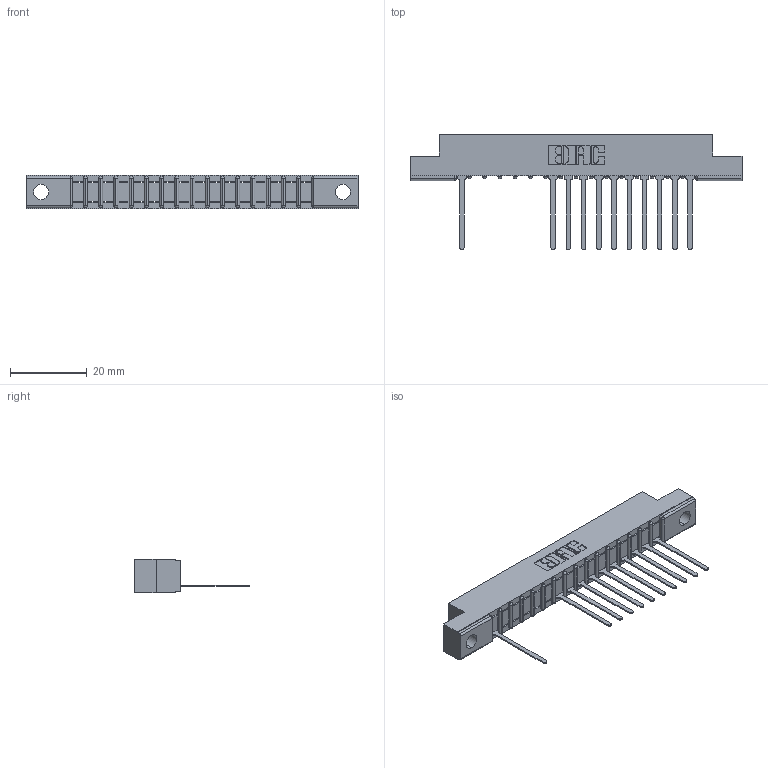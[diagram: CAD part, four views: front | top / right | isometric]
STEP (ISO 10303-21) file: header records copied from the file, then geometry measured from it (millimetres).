
FILE_DESCRIPTION (( 'STEP AP203' ), '1' );
FILE_NAME ('357-016-545-102.STEP', '2018-08-08T01:53:31', ( '' ), ( '' ), 'SwSTEP 2.0', 'SolidWorks 2016', '' );
FILE_SCHEMA (( 'CONFIG_CONTROL_DESIGN' ));
Length unit declared in the file: inch
Products named in the file (3): 307-290-001_545; 357-016-545-102; 307 Part_.128 Dia Mounting Holes
Assembly tree (12 placements, depth 2):
  357-016-545-102
    307 Part_.128 Dia Mounting Holes
    307-290-001_545  x11
Bounding box: 86.41 x 30 x 8.71 mm (x, y, z)
Volume: 5355 mm3; surface area: 7740.3 mm2
Topology: 12 solids, 12 shells, 851 faces, 2425 edges, 1554 vertices
Faces by surface type: plane 537, cylinder 280, sphere 34
Entity records: 16732 total; most frequent: CARTESIAN_POINT 2831, ORIENTED_EDGE 2822, DIRECTION 2763, EDGE_CURVE 1411, LINE 1071, VECTOR 1071, VERTEX_POINT 914, AXIS2_PLACEMENT_3D 846
